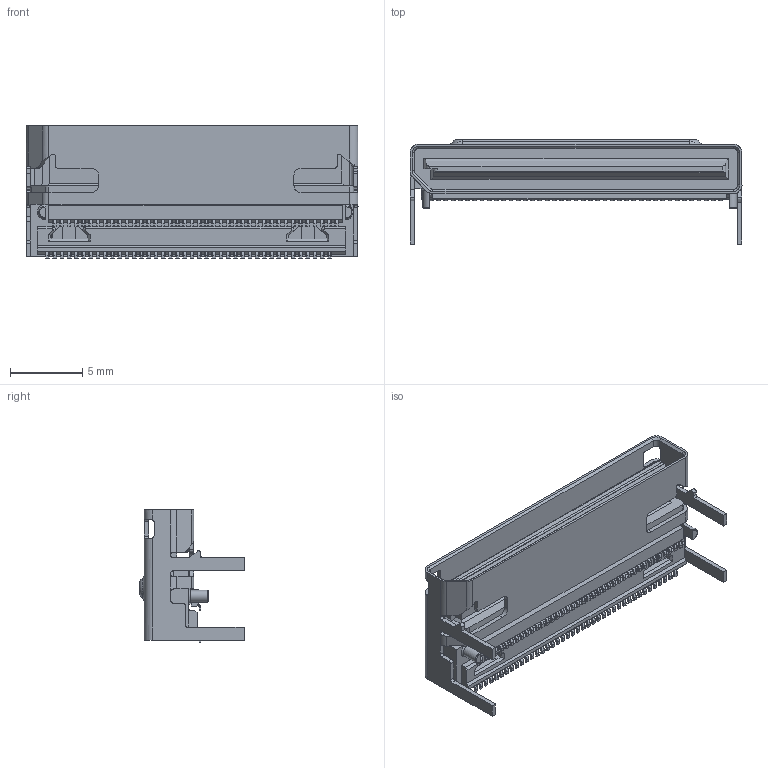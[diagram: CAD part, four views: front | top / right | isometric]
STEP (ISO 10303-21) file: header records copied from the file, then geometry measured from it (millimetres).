
FILE_DESCRIPTION((''),'2;1');
FILE_NAME('1731620132','2020-05-22T',('gga'),(''),'PRO/ENGINEER BY PARAMETRIC TECHNOLOGY CORPORATION, 2016010','PRO/ENGINEER BY PARAMETRIC TECHNOLOGY CORPORATION, 2016010','');
FILE_SCHEMA(('CONFIG_CONTROL_DESIGN'));
Length unit declared in the file: millimetre
Products named in the file (1): 1731620132
Bounding box: 22.95 x 7.21 x 9.14 mm (x, y, z)
Volume: 524.9 mm3; surface area: 1066.5 mm2
Topology: 1 solids, 1 shells, 1159 faces, 3435 edges, 2351 vertices
Faces by surface type: plane 575, cylinder 392, torus 166, cone 15, bspline 11
Entity records: 39136 total; most frequent: CARTESIAN_POINT 7801, DIRECTION 6708, ORIENTED_EDGE 6094, EDGE_CURVE 3047, AXIS2_PLACEMENT_3D 2343, VECTOR 2022, LINE 2022, VERTEX_POINT 1963
